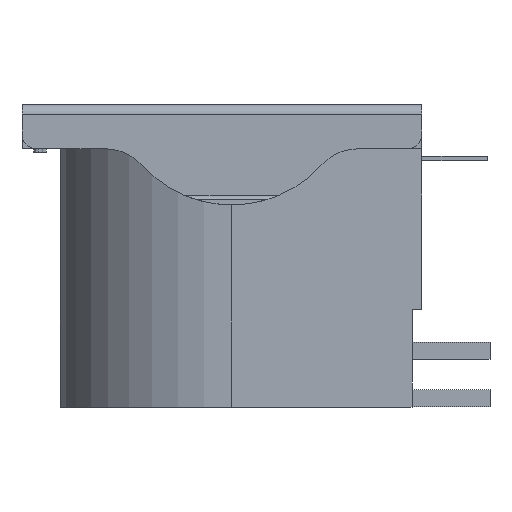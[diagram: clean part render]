
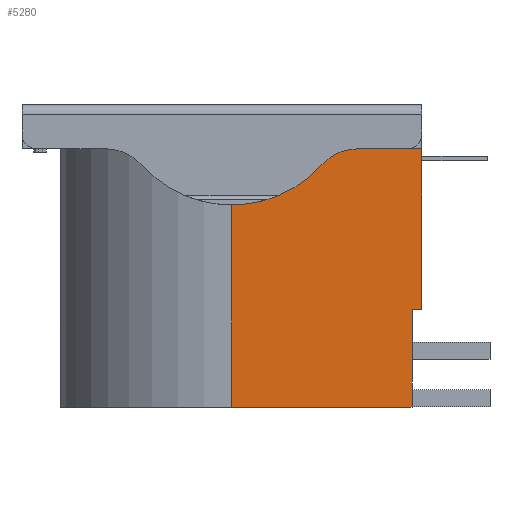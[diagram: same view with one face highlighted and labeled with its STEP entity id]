
A CAD part, left-side view. The second image highlights one B-rep face of the part: STEP entity #5280.
In plain terms, the highlighted planar face has unit normal (-1, 0, 0).
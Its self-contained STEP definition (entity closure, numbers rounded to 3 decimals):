
#210 = VERTEX_POINT('',#211);
#211 = CARTESIAN_POINT('',(-9.017,0.,-10.414));
#217 = EDGE_CURVE('',#210,#218,#220,.T.);
#218 = VERTEX_POINT('',#219);
#219 = CARTESIAN_POINT('',(-9.017,0.,-2.032));
#220 = LINE('',#221,#222);
#221 = CARTESIAN_POINT('',(-9.017,0.,-10.414));
#222 = VECTOR('',#223,1.);
#223 = DIRECTION('',(0.,0.,1.));
#1336 = EDGE_CURVE('',#218,#1337,#1339,.T.);
#1337 = VERTEX_POINT('',#1338);
#1338 = CARTESIAN_POINT('',(-9.017,9.906,-2.032));
#1339 = LINE('',#1340,#1341);
#1340 = CARTESIAN_POINT('',(-9.017,0.,-2.032));
#1341 = VECTOR('',#1342,1.);
#1342 = DIRECTION('',(0.,1.,0.));
#4914 = VERTEX_POINT('',#4915);
#4915 = CARTESIAN_POINT('',(-9.017,0.508,-10.414));
#4921 = EDGE_CURVE('',#210,#4914,#4922,.T.);
#4922 = LINE('',#4923,#4924);
#4923 = CARTESIAN_POINT('',(-9.017,0.,-10.414));
#4924 = VECTOR('',#4925,1.);
#4925 = DIRECTION('',(0.,1.,0.));
#5063 = VERTEX_POINT('',#5064);
#5064 = CARTESIAN_POINT('',(-9.017,0.508,-15.494));
#5070 = EDGE_CURVE('',#5063,#4914,#5071,.T.);
#5071 = LINE('',#5072,#5073);
#5072 = CARTESIAN_POINT('',(-9.017,0.508,-15.494));
#5073 = VECTOR('',#5074,1.);
#5074 = DIRECTION('',(0.,0.,1.));
#5182 = VERTEX_POINT('',#5183);
#5183 = CARTESIAN_POINT('',(-9.017,9.906,-15.494));
#5190 = EDGE_CURVE('',#5063,#5182,#5191,.T.);
#5191 = LINE('',#5192,#5193);
#5192 = CARTESIAN_POINT('',(-9.017,0.508,-15.494));
#5193 = VECTOR('',#5194,1.);
#5194 = DIRECTION('',(0.,1.,0.));
#5269 = EDGE_CURVE('',#5182,#1337,#5270,.T.);
#5270 = LINE('',#5271,#5272);
#5271 = CARTESIAN_POINT('',(-9.017,9.906,-15.494));
#5272 = VECTOR('',#5273,1.);
#5273 = DIRECTION('',(0.,0.,1.));
#5280 = ADVANCED_FACE('',(#5281),#5289,.T.);
#5281 = FACE_BOUND('',#5282,.F.);
#5282 = EDGE_LOOP('',(#5283,#5284,#5285,#5286,#5287,#5288));
#5283 = ORIENTED_EDGE('',*,*,#5070,.F.);
#5284 = ORIENTED_EDGE('',*,*,#5190,.T.);
#5285 = ORIENTED_EDGE('',*,*,#5269,.T.);
#5286 = ORIENTED_EDGE('',*,*,#1336,.F.);
#5287 = ORIENTED_EDGE('',*,*,#217,.F.);
#5288 = ORIENTED_EDGE('',*,*,#4921,.T.);
#5289 = PLANE('',#5290);
#5290 = AXIS2_PLACEMENT_3D('',#5291,#5292,#5293);
#5291 = CARTESIAN_POINT('',(-9.017,0.,-15.494));
#5292 = DIRECTION('',(-1.,0.,0.));
#5293 = DIRECTION('',(0.,1.,0.));
